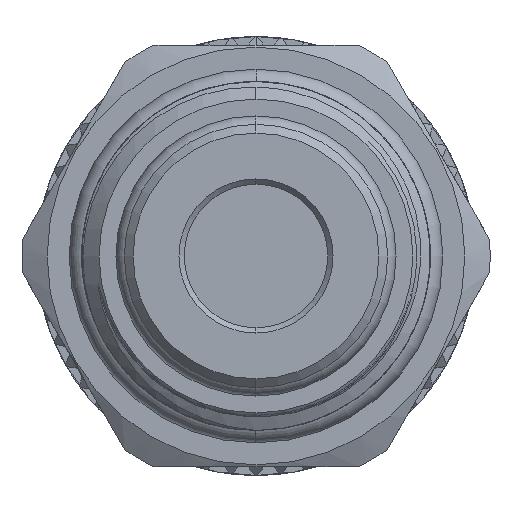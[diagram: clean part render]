
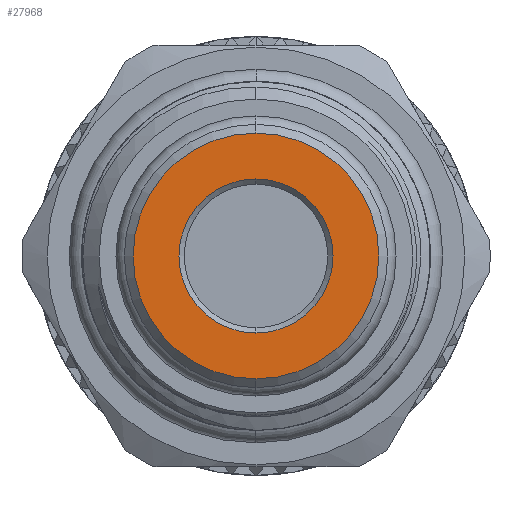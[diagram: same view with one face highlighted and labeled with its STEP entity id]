
A CAD part, left-side view. The second image highlights one B-rep face of the part: STEP entity #27968.
In plain terms, the highlighted planar face has unit normal (-1, 0, 0).
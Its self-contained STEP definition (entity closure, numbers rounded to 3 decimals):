
#1276 = AXIS2_PLACEMENT_3D ( 'NONE', #22199, #27723, #27503 ) ;
#1796 = ORIENTED_EDGE ( 'NONE', *, *, #21368, .T. ) ;
#2018 = CARTESIAN_POINT ( 'NONE',  ( 0., 0., -4.39 ) ) ;
#2537 = CIRCLE ( 'NONE', #21220, 7. ) ;
#2803 = CIRCLE ( 'NONE', #3936, 4.39 ) ;
#2901 = DIRECTION ( 'NONE',  ( -1., 0., 0. ) ) ;
#3936 = AXIS2_PLACEMENT_3D ( 'NONE', #31679, #6615, #34584 ) ;
#6615 = DIRECTION ( 'NONE',  ( 1., 0., 0. ) ) ;
#8817 = PLANE ( 'NONE',  #30935 ) ;
#8830 = VERTEX_POINT ( 'NONE', #30013 ) ;
#11794 = CARTESIAN_POINT ( 'NONE',  ( 0., 0., 0. ) ) ;
#11951 = EDGE_CURVE ( 'NONE', #30027, #8830, #20879, .T. ) ;
#12823 = EDGE_LOOP ( 'NONE', ( #29917, #27508 ) ) ;
#13151 = EDGE_CURVE ( 'NONE', #35085, #29471, #2803, .T. ) ;
#14014 = CIRCLE ( 'NONE', #1276, 4.39 ) ;
#14720 = DIRECTION ( 'NONE',  ( 1., 0., 0. ) ) ;
#15348 = EDGE_LOOP ( 'NONE', ( #25199, #1796 ) ) ;
#16643 = CARTESIAN_POINT ( 'NONE',  ( 0., 0., 4.39 ) ) ;
#16729 = FACE_OUTER_BOUND ( 'NONE', #15348, .T. ) ;
#16754 = DIRECTION ( 'NONE',  ( 0., 0., -1. ) ) ;
#20879 = CIRCLE ( 'NONE', #25667, 7. ) ;
#21220 = AXIS2_PLACEMENT_3D ( 'NONE', #29865, #21438, #26693 ) ;
#21368 = EDGE_CURVE ( 'NONE', #8830, #30027, #2537, .T. ) ;
#21438 = DIRECTION ( 'NONE',  ( -1., 0., 0. ) ) ;
#22199 = CARTESIAN_POINT ( 'NONE',  ( 0., 0., 0. ) ) ;
#25199 = ORIENTED_EDGE ( 'NONE', *, *, #11951, .T. ) ;
#25667 = AXIS2_PLACEMENT_3D ( 'NONE', #27865, #2901, #16754 ) ;
#25908 = FACE_BOUND ( 'NONE', #12823, .T. ) ;
#26693 = DIRECTION ( 'NONE',  ( 0., 0., -1. ) ) ;
#27503 = DIRECTION ( 'NONE',  ( 0., 0., -1. ) ) ;
#27508 = ORIENTED_EDGE ( 'NONE', *, *, #30441, .T. ) ;
#27723 = DIRECTION ( 'NONE',  ( 1., 0., 0. ) ) ;
#27865 = CARTESIAN_POINT ( 'NONE',  ( 0., 0., 0. ) ) ;
#27968 = ADVANCED_FACE ( 'NONE', ( #25908, #16729 ), #8817, .F. ) ;
#28382 = DIRECTION ( 'NONE',  ( 0., 0., -1. ) ) ;
#29471 = VERTEX_POINT ( 'NONE', #2018 ) ;
#29865 = CARTESIAN_POINT ( 'NONE',  ( 0., 0., 0. ) ) ;
#29917 = ORIENTED_EDGE ( 'NONE', *, *, #13151, .T. ) ;
#30013 = CARTESIAN_POINT ( 'NONE',  ( 0., 0., 7. ) ) ;
#30027 = VERTEX_POINT ( 'NONE', #30567 ) ;
#30441 = EDGE_CURVE ( 'NONE', #29471, #35085, #14014, .T. ) ;
#30567 = CARTESIAN_POINT ( 'NONE',  ( 0., 0., -7. ) ) ;
#30935 = AXIS2_PLACEMENT_3D ( 'NONE', #11794, #14720, #28382 ) ;
#31679 = CARTESIAN_POINT ( 'NONE',  ( 0., 0., 0. ) ) ;
#34584 = DIRECTION ( 'NONE',  ( 0., 0., -1. ) ) ;
#35085 = VERTEX_POINT ( 'NONE', #16643 ) ;
